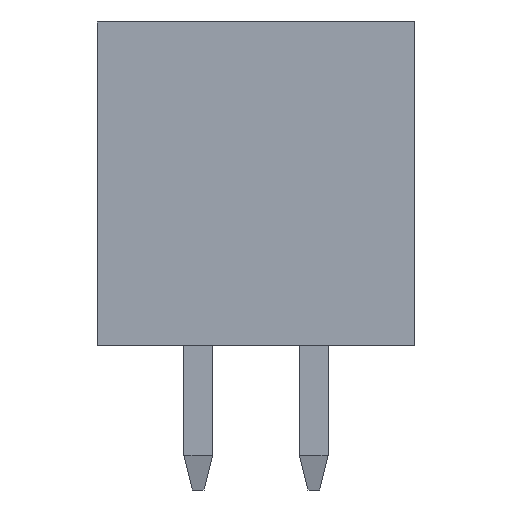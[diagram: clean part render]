
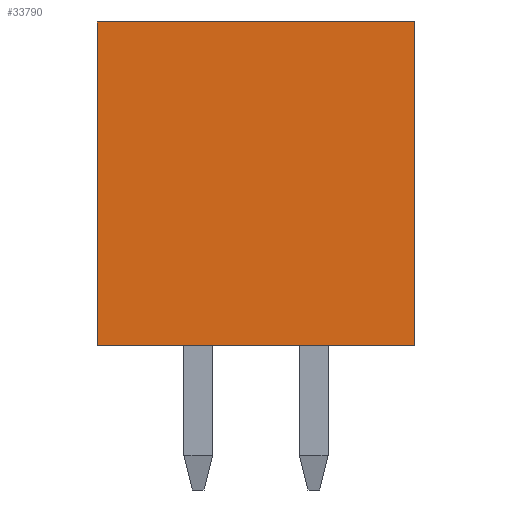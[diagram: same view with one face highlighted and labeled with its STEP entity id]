
A CAD part, front view. The second image highlights one B-rep face of the part: STEP entity #33790.
In plain terms, the highlighted face is planar.
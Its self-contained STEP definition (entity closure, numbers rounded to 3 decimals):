
#2289=ORIENTED_EDGE('',*,*,#8228,.F.);
#2290=ORIENTED_EDGE('',*,*,#8229,.F.);
#2291=ORIENTED_EDGE('',*,*,#8230,.T.);
#2292=ORIENTED_EDGE('',*,*,#8231,.T.);
#8228=EDGE_CURVE('',#11120,#11121,#13620,.T.);
#8229=EDGE_CURVE('',#11122,#11120,#13621,.T.);
#8230=EDGE_CURVE('',#11122,#11123,#13622,.T.);
#8231=EDGE_CURVE('',#11123,#11121,#13623,.T.);
#11120=VERTEX_POINT('',#45373);
#11121=VERTEX_POINT('',#45374);
#11122=VERTEX_POINT('',#45376);
#11123=VERTEX_POINT('',#45378);
#13620=LINE('',#45372,#16976);
#13621=LINE('',#45375,#16977);
#13622=LINE('',#45377,#16978);
#13623=LINE('',#45379,#16979);
#16976=VECTOR('',#38656,1000.);
#16977=VECTOR('',#38657,1000.);
#16978=VECTOR('',#38658,1000.);
#16979=VECTOR('',#38659,1000.);
#19406=EDGE_LOOP('',(#2289,#2290,#2291,#2292));
#20930=FACE_BOUND('',#19406,.T.);
#22404=PLANE('',#35220);
#33790=ADVANCED_FACE('',(#20930),#22404,.T.);
#35220=AXIS2_PLACEMENT_3D('',#45371,#38654,#38655);
#38654=DIRECTION('',(1.,0.,0.));
#38655=DIRECTION('',(0.,0.,-1.));
#38656=DIRECTION('',(0.,0.,-1.));
#38657=DIRECTION('',(0.,1.,0.));
#38658=DIRECTION('',(0.,0.,-1.));
#38659=DIRECTION('',(0.,1.,0.));
#45371=CARTESIAN_POINT('',(28.6,-2.75,2.8));
#45372=CARTESIAN_POINT('',(28.6,2.75,2.8));
#45373=CARTESIAN_POINT('',(28.6,2.75,2.8));
#45374=CARTESIAN_POINT('',(28.6,2.75,-2.8));
#45375=CARTESIAN_POINT('',(28.6,-2.75,2.8));
#45376=CARTESIAN_POINT('',(28.6,-2.75,2.8));
#45377=CARTESIAN_POINT('',(28.6,-2.75,2.8));
#45378=CARTESIAN_POINT('',(28.6,-2.75,-2.8));
#45379=CARTESIAN_POINT('',(28.6,-2.75,-2.8));
